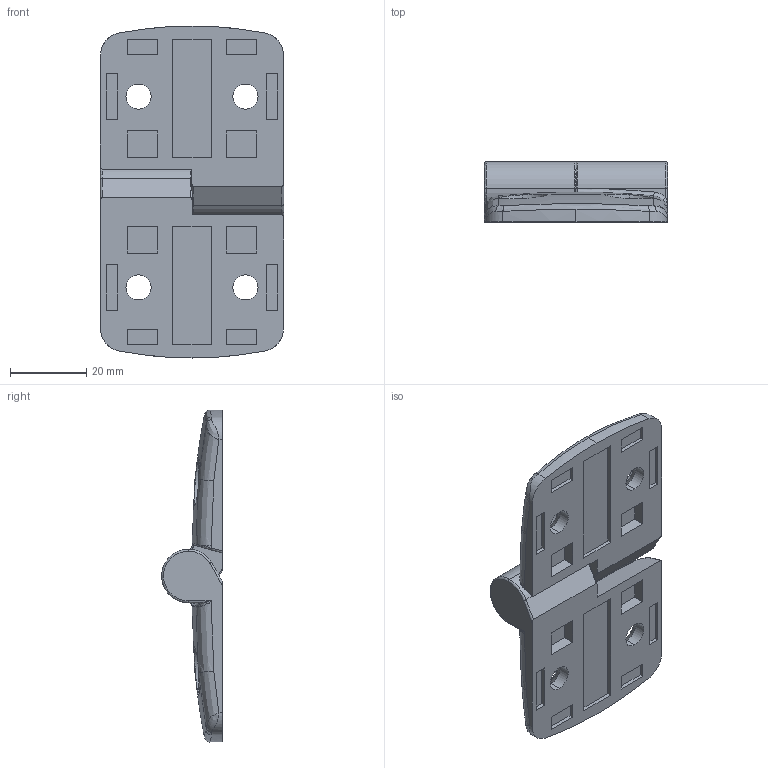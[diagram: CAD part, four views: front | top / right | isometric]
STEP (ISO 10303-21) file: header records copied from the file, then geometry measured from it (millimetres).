
FILE_DESCRIPTION (( 'STEP AP214' ), '1' );
FILE_NAME ('6221710', '2019-01-28T16:59:43', ( '' ), ('JUGARD+KÜNSTNER GmbH'), 'SwSTEP 2.0', 'SolidWorks 2017', '' );
FILE_SCHEMA (( 'AUTOMOTIVE_DESIGN' ));
Length unit declared in the file: millimetre
Products named in the file (3): 6221710; Part1; Part3
Assembly tree (3 placements, depth 2):
  6221710
    Part1  x2
    Part3
Bounding box: 48 x 15.9 x 87 mm (x, y, z)
Volume: 26868.7 mm3; surface area: 13395.3 mm2
Topology: 3 solids, 3 shells, 202 faces, 494 edges, 306 vertices
Faces by surface type: plane 90, bspline 50, cylinder 50, cone 12
Entity records: 4387 total; most frequent: CARTESIAN_POINT 1966, ORIENTED_EDGE 514, DIRECTION 425, EDGE_CURVE 257, VERTEX_POINT 161, AXIS2_PLACEMENT_3D 146, LINE 133, VECTOR 133
